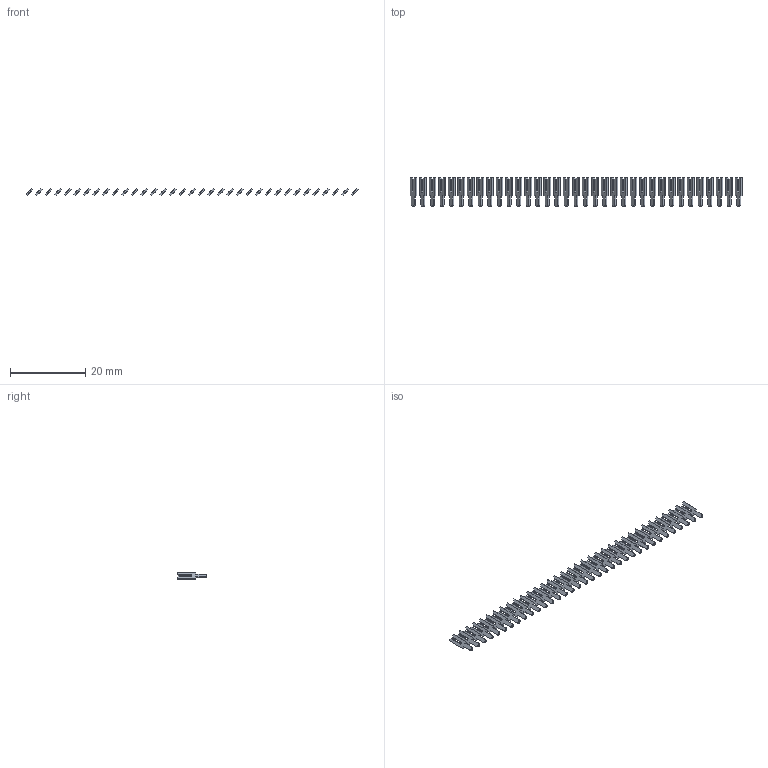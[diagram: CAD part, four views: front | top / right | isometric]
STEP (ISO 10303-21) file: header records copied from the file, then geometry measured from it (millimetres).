
FILE_DESCRIPTION (( 'STEP AP203' ), '1' );
FILE_NAME ('106-035-253-100.STEP', '2020-04-16T21:38:57', ( '' ), ( '' ), 'SwSTEP 2.0', 'SolidWorks 2016', '' );
FILE_SCHEMA (( 'CONFIG_CONTROL_DESIGN' ));
Length unit declared in the file: inch
Products named in the file (2): 106-035-253-100; 100-290-001_100-290-253
Assembly tree (35 placements, depth 2):
  106-035-253-100
    100-290-001_100-290-253  x35
Bounding box: 88.16 x 7.62 x 1.8 mm (x, y, z)
Volume: 193.1 mm3; surface area: 1204.2 mm2
Topology: 35 solids, 35 shells, 700 faces, 1890 edges, 1260 vertices
Faces by surface type: plane 665, cylinder 35
Entity records: 1908 total; most frequent: DIRECTION 172, CARTESIAN_POINT 148, ORIENTED_EDGE 108, COORDINATED_UNIVERSAL_TIME_OFFSET 80, DATE_AND_TIME 80, LOCAL_TIME 80, CALENDAR_DATE 80, AXIS2_PLACEMENT_3D 60
